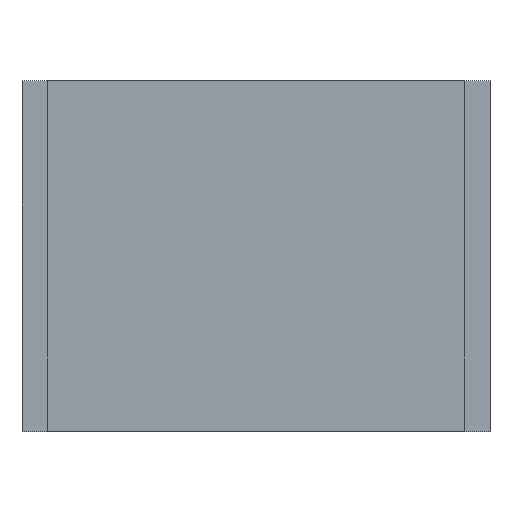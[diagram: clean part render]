
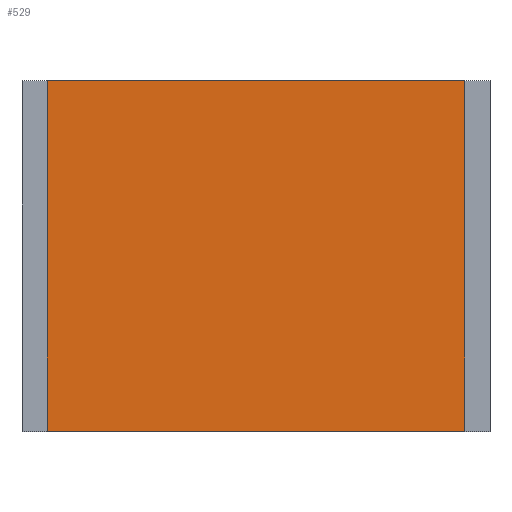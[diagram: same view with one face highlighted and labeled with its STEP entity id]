
A CAD part, top view. The second image highlights one B-rep face of the part: STEP entity #529.
In plain terms, the highlighted planar face has unit normal (0, 0, 1).
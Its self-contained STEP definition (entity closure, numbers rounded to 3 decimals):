
#37 = ORIENTED_EDGE ( 'NONE', *, *, #763, .F. ) ;
#74 = ORIENTED_EDGE ( 'NONE', *, *, #415, .T. ) ;
#78 = LINE ( 'NONE', #665, #820 ) ;
#90 = DIRECTION ( 'NONE',  ( -1., 0., 0. ) ) ;
#180 = CARTESIAN_POINT ( 'NONE',  ( 1.785, 1.5, 2.85 ) ) ;
#186 = VECTOR ( 'NONE', #732, 1000. ) ;
#212 = DIRECTION ( 'NONE',  ( 1., 0., 0. ) ) ;
#215 = DIRECTION ( 'NONE',  ( 0., 0., -1. ) ) ;
#243 = VERTEX_POINT ( 'NONE', #180 ) ;
#249 = VERTEX_POINT ( 'NONE', #252 ) ;
#252 = CARTESIAN_POINT ( 'NONE',  ( -1.785, 1.5, 2.85 ) ) ;
#289 = CARTESIAN_POINT ( 'NONE',  ( -1.785, -1.5, 2.85 ) ) ;
#301 = CARTESIAN_POINT ( 'NONE',  ( -1.785, 1.5, 2.85 ) ) ;
#342 = ORIENTED_EDGE ( 'NONE', *, *, #825, .T. ) ;
#363 = CARTESIAN_POINT ( 'NONE',  ( -1.785, 1.5, 2.85 ) ) ;
#364 = LINE ( 'NONE', #363, #186 ) ;
#390 = ORIENTED_EDGE ( 'NONE', *, *, #675, .F. ) ;
#397 = VECTOR ( 'NONE', #672, 1000. ) ;
#415 = EDGE_CURVE ( 'NONE', #544, #843, #649, .T. ) ;
#460 = EDGE_LOOP ( 'NONE', ( #390, #342, #74, #37 ) ) ;
#482 = AXIS2_PLACEMENT_3D ( 'NONE', #655, #215, #90 ) ;
#529 = ADVANCED_FACE ( 'NONE', ( #719 ), #711, .F. ) ;
#544 = VERTEX_POINT ( 'NONE', #289 ) ;
#589 = CARTESIAN_POINT ( 'NONE',  ( 1.785, -1.5, 2.85 ) ) ;
#595 = LINE ( 'NONE', #301, #397 ) ;
#649 = LINE ( 'NONE', #721, #814 ) ;
#655 = CARTESIAN_POINT ( 'NONE',  ( 0., 0., 2.85 ) ) ;
#665 = CARTESIAN_POINT ( 'NONE',  ( 1.785, 1.5, 2.85 ) ) ;
#672 = DIRECTION ( 'NONE',  ( 0., -1., 0. ) ) ;
#675 = EDGE_CURVE ( 'NONE', #249, #243, #364, .T. ) ;
#711 = PLANE ( 'NONE',  #482 ) ;
#719 = FACE_OUTER_BOUND ( 'NONE', #460, .T. ) ;
#721 = CARTESIAN_POINT ( 'NONE',  ( -1.785, -1.5, 2.85 ) ) ;
#732 = DIRECTION ( 'NONE',  ( 1., 0., 0. ) ) ;
#733 = DIRECTION ( 'NONE',  ( 0., -1., 0. ) ) ;
#763 = EDGE_CURVE ( 'NONE', #243, #843, #78, .T. ) ;
#814 = VECTOR ( 'NONE', #212, 1000. ) ;
#820 = VECTOR ( 'NONE', #733, 1000. ) ;
#825 = EDGE_CURVE ( 'NONE', #249, #544, #595, .T. ) ;
#843 = VERTEX_POINT ( 'NONE', #589 ) ;
